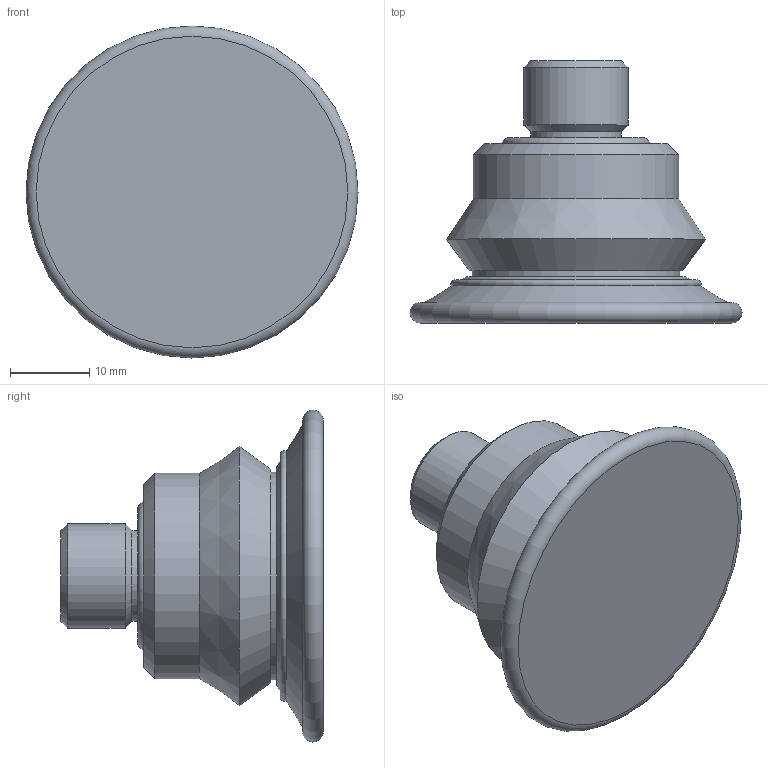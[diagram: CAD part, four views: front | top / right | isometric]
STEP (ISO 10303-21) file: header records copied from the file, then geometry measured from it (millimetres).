
FILE_DESCRIPTION(/* description */ (''),/* implementation_level */ '2;1');
FILE_NAME(/* name */ 'vfdl40nit.stp',/* time_stamp */ '2020-09-28T11:42:21+02:00',/* author */ ('enginyeria'),/* organization */ (''),/* preprocessor_version */ 'ST-DEVELOPER v17.2',/* originating_system */ 'Autodesk Inventor 2019',/* authorisation */ '');
FILE_SCHEMA (('CONFIG_CONTROL_DESIGN'));
Length unit declared in the file: millimetre
Products named in the file (1): vfdl40nit
Bounding box: 42 x 33.2 x 42 mm (x, y, z)
Volume: 17789.9 mm3; surface area: 5408.9 mm2
Topology: 1 solids, 1 shells, 24 faces, 63 edges, 47 vertices
Faces by surface type: cone 8, plane 8, cylinder 5, torus 3
Full cylindrical faces by diameter (mm): 6 x1, 11.445 x1, 13.157 x1, 26 x1, 26.261 x1
Entity records: 888 total; most frequent: DIRECTION 163, CARTESIAN_POINT 135, ORIENTED_EDGE 126, AXIS2_PLACEMENT_3D 75, EDGE_CURVE 63, CIRCLE 50, VERTEX_POINT 47, EDGE_LOOP 30
